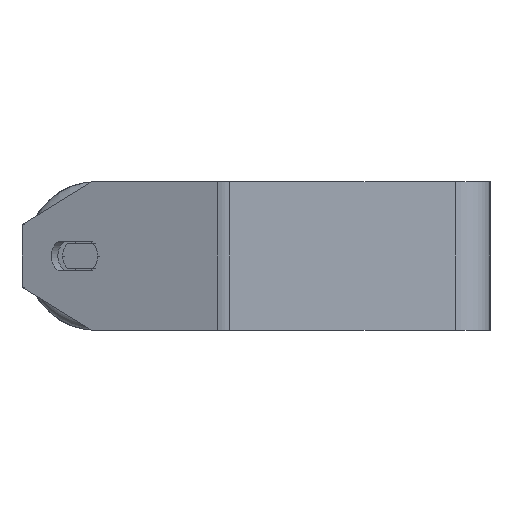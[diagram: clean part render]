
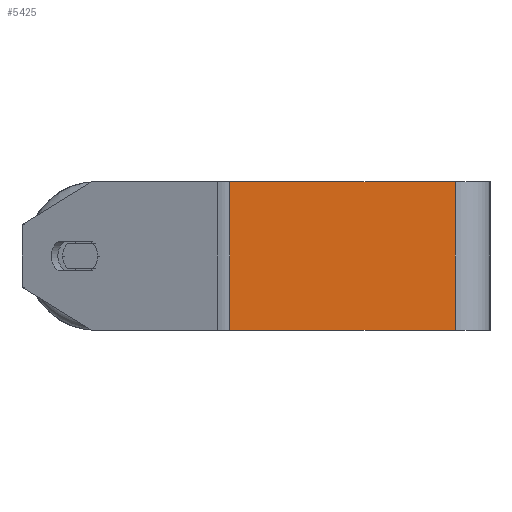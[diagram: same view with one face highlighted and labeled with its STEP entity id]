
A CAD part, left-side view. The second image highlights one B-rep face of the part: STEP entity #5425.
In plain terms, the highlighted planar face has unit normal (-1, 0, 0).
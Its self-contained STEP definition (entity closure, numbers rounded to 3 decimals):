
#211 = ORIENTED_EDGE ( 'NONE', *, *, #6862, .F. ) ;
#298 = ORIENTED_EDGE ( 'NONE', *, *, #1715, .F. ) ;
#450 = CARTESIAN_POINT ( 'NONE',  ( -415., 105.16, -30. ) ) ;
#1557 = CARTESIAN_POINT ( 'NONE',  ( -415., 14., 30. ) ) ;
#1715 = EDGE_CURVE ( 'NONE', #2045, #5646, #7850, .T. ) ;
#1766 = LINE ( 'NONE', #2485, #7251 ) ;
#1838 = CARTESIAN_POINT ( 'NONE',  ( -415., 105.16, 30. ) ) ;
#1897 = LINE ( 'NONE', #8706, #4763 ) ;
#2045 = VERTEX_POINT ( 'NONE', #8293 ) ;
#2461 = PLANE ( 'NONE',  #3937 ) ;
#2485 = CARTESIAN_POINT ( 'NONE',  ( -415., 14., 30. ) ) ;
#2622 = DIRECTION ( 'NONE',  ( 0., -1., 0. ) ) ;
#2840 = EDGE_LOOP ( 'NONE', ( #6604, #211, #298, #5824 ) ) ;
#3201 = CARTESIAN_POINT ( 'NONE',  ( -415., 107.628, 30. ) ) ;
#3440 = EDGE_CURVE ( 'NONE', #6169, #7979, #1897, .T. ) ;
#3594 = VECTOR ( 'NONE', #6472, 1000. ) ;
#3751 = LINE ( 'NONE', #1838, #3594 ) ;
#3937 = AXIS2_PLACEMENT_3D ( 'NONE', #3201, #5919, #4533 ) ;
#4533 = DIRECTION ( 'NONE',  ( 0., 0., -1. ) ) ;
#4763 = VECTOR ( 'NONE', #2622, 1000. ) ;
#5269 = DIRECTION ( 'NONE',  ( 0., 0., -1. ) ) ;
#5425 = ADVANCED_FACE ( 'NONE', ( #7122 ), #2461, .F. ) ;
#5646 = VERTEX_POINT ( 'NONE', #1557 ) ;
#5797 = CARTESIAN_POINT ( 'NONE',  ( -415., 107.628, 30. ) ) ;
#5824 = ORIENTED_EDGE ( 'NONE', *, *, #6264, .T. ) ;
#5919 = DIRECTION ( 'NONE',  ( 1., 0., 0. ) ) ;
#6169 = VERTEX_POINT ( 'NONE', #450 ) ;
#6264 = EDGE_CURVE ( 'NONE', #2045, #6169, #3751, .T. ) ;
#6388 = DIRECTION ( 'NONE',  ( 0., -1., 0. ) ) ;
#6472 = DIRECTION ( 'NONE',  ( 0., 0., -1. ) ) ;
#6590 = VECTOR ( 'NONE', #6388, 1000. ) ;
#6604 = ORIENTED_EDGE ( 'NONE', *, *, #3440, .T. ) ;
#6862 = EDGE_CURVE ( 'NONE', #5646, #7979, #1766, .T. ) ;
#7122 = FACE_OUTER_BOUND ( 'NONE', #2840, .T. ) ;
#7251 = VECTOR ( 'NONE', #5269, 1000. ) ;
#7265 = CARTESIAN_POINT ( 'NONE',  ( -415., 14., -30. ) ) ;
#7850 = LINE ( 'NONE', #5797, #6590 ) ;
#7979 = VERTEX_POINT ( 'NONE', #7265 ) ;
#8293 = CARTESIAN_POINT ( 'NONE',  ( -415., 105.16, 30. ) ) ;
#8706 = CARTESIAN_POINT ( 'NONE',  ( -415., 107.628, -30. ) ) ;
